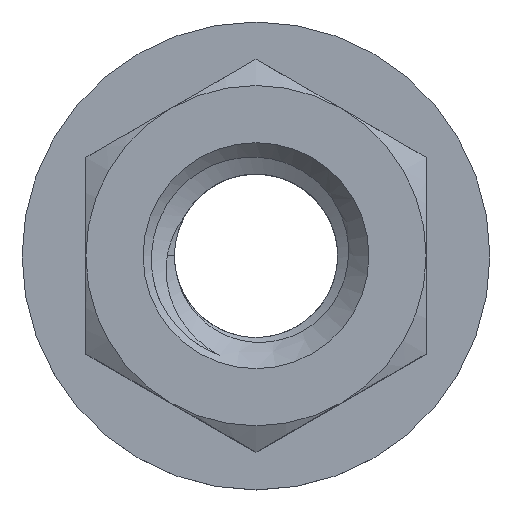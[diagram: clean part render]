
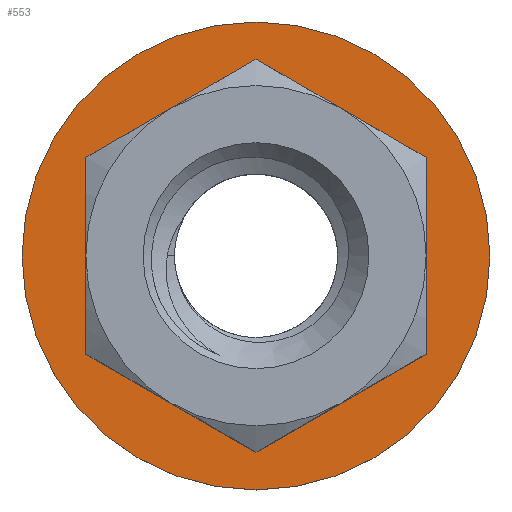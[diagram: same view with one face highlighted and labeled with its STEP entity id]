
A CAD part, top view. The second image highlights one B-rep face of the part: STEP entity #553.
In plain terms, the highlighted planar face has unit normal (0, 0, 1).
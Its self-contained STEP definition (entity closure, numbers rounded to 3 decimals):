
#17=FACE_BOUND('',#109,.T.);
#38=PLANE('',#618);
#75=FACE_OUTER_BOUND('',#108,.T.);
#108=EDGE_LOOP('',(#457));
#109=EDGE_LOOP('',(#458,#459,#460,#461,#462,#463));
#130=CIRCLE('',#611,8.731);
#183=LINE('',#1578,#209);
#185=LINE('',#1590,#211);
#187=LINE('',#1602,#213);
#189=LINE('',#1614,#215);
#191=LINE('',#1626,#217);
#192=LINE('',#1635,#218);
#209=VECTOR('',#703,1000.);
#211=VECTOR('',#707,1000.);
#213=VECTOR('',#711,1000.);
#215=VECTOR('',#715,1000.);
#217=VECTOR('',#719,1000.);
#218=VECTOR('',#722,1000.);
#253=VERTEX_POINT('',#1561);
#254=VERTEX_POINT('',#1565);
#258=VERTEX_POINT('',#1576);
#261=VERTEX_POINT('',#1588);
#264=VERTEX_POINT('',#1600);
#267=VERTEX_POINT('',#1612);
#270=VERTEX_POINT('',#1624);
#324=EDGE_CURVE('',#253,#253,#130,.T.);
#329=EDGE_CURVE('',#258,#254,#183,.T.);
#333=EDGE_CURVE('',#261,#258,#185,.T.);
#337=EDGE_CURVE('',#264,#261,#187,.T.);
#341=EDGE_CURVE('',#267,#264,#189,.T.);
#345=EDGE_CURVE('',#270,#267,#191,.T.);
#348=EDGE_CURVE('',#254,#270,#192,.T.);
#457=ORIENTED_EDGE('',*,*,#324,.F.);
#458=ORIENTED_EDGE('',*,*,#329,.F.);
#459=ORIENTED_EDGE('',*,*,#333,.F.);
#460=ORIENTED_EDGE('',*,*,#337,.F.);
#461=ORIENTED_EDGE('',*,*,#341,.F.);
#462=ORIENTED_EDGE('',*,*,#345,.F.);
#463=ORIENTED_EDGE('',*,*,#348,.F.);
#553=ADVANCED_FACE('',(#75,#17),#38,.F.);
#611=AXIS2_PLACEMENT_3D('',#1563,#697,#698);
#618=AXIS2_PLACEMENT_3D('',#1636,#723,#724);
#697=DIRECTION('center_axis',(0.,0.,-1.));
#698=DIRECTION('ref_axis',(-1.,0.,0.));
#703=DIRECTION('',(-0.866,0.5,0.));
#707=DIRECTION('',(0.,1.,0.));
#711=DIRECTION('',(0.866,0.5,0.));
#715=DIRECTION('',(0.866,-0.5,0.));
#719=DIRECTION('',(0.,-1.,0.));
#722=DIRECTION('',(-0.866,-0.5,0.));
#723=DIRECTION('center_axis',(0.,0.,-1.));
#724=DIRECTION('ref_axis',(-1.,0.,0.));
#1561=CARTESIAN_POINT('',(8.731,0.,-6.128));
#1563=CARTESIAN_POINT('Origin',(0.,0.,-6.128));
#1565=CARTESIAN_POINT('',(0.,7.332,-6.128));
#1576=CARTESIAN_POINT('',(6.35,3.666,-6.128));
#1578=CARTESIAN_POINT('',(6.35,3.666,-6.128));
#1588=CARTESIAN_POINT('',(6.35,-3.666,-6.128));
#1590=CARTESIAN_POINT('',(6.35,-3.666,-6.128));
#1600=CARTESIAN_POINT('',(0.,-7.332,-6.128));
#1602=CARTESIAN_POINT('',(0.,-7.332,-6.128));
#1612=CARTESIAN_POINT('',(-6.35,-3.666,-6.128));
#1614=CARTESIAN_POINT('',(-6.35,-3.666,-6.128));
#1624=CARTESIAN_POINT('',(-6.35,3.666,-6.128));
#1626=CARTESIAN_POINT('',(-6.35,3.666,-6.128));
#1635=CARTESIAN_POINT('',(0.,7.332,-6.128));
#1636=CARTESIAN_POINT('Origin',(0.,0.,-6.128));
